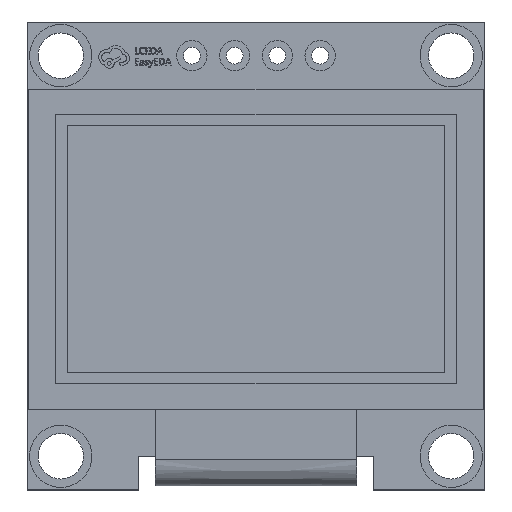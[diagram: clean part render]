
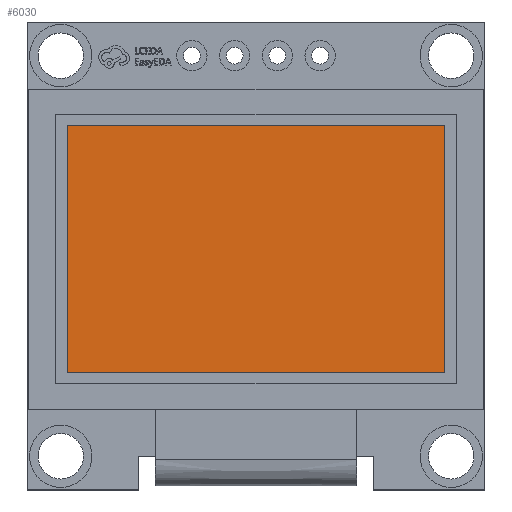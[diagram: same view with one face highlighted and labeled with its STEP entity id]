
A CAD part, top view. The second image highlights one B-rep face of the part: STEP entity #6030.
In plain terms, the highlighted planar face has unit normal (0, 0, 1).
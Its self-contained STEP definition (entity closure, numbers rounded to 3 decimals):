
#319 = EDGE_CURVE ( 'NONE', #10969, #11683, #11578, .T. ) ;
#790 = CARTESIAN_POINT ( 'NONE',  ( -11.195, 0., 5.5 ) ) ;
#1621 = LINE ( 'NONE', #14784, #8630 ) ;
#1764 = ORIENTED_EDGE ( 'NONE', *, *, #8999, .T. ) ;
#2275 = VERTEX_POINT ( 'NONE', #4906 ) ;
#2545 = DIRECTION ( 'NONE',  ( -1., 0., 0. ) ) ;
#3350 = CARTESIAN_POINT ( 'NONE',  ( 0., -6.95, 5.5 ) ) ;
#3688 = LINE ( 'NONE', #3350, #12754 ) ;
#3932 = EDGE_CURVE ( 'NONE', #5177, #10969, #1621, .T. ) ;
#4271 = CARTESIAN_POINT ( 'NONE',  ( -11.195, 7.75, 5.5 ) ) ;
#4447 = EDGE_LOOP ( 'NONE', ( #12212, #1764, #9894, #7028 ) ) ;
#4843 = CARTESIAN_POINT ( 'NONE',  ( 0., 0., 5.5 ) ) ;
#4906 = CARTESIAN_POINT ( 'NONE',  ( 11.195, -6.95, 5.5 ) ) ;
#5177 = VERTEX_POINT ( 'NONE', #6110 ) ;
#5856 = PLANE ( 'NONE',  #7922 ) ;
#5945 = FACE_OUTER_BOUND ( 'NONE', #4447, .T. ) ;
#6030 = ADVANCED_FACE ( 'NONE', ( #5945 ), #5856, .F. ) ;
#6110 = CARTESIAN_POINT ( 'NONE',  ( 11.195, 7.75, 5.5 ) ) ;
#6410 = EDGE_CURVE ( 'NONE', #11683, #2275, #3688, .T. ) ;
#6673 = CARTESIAN_POINT ( 'NONE',  ( 11.195, 0., 5.5 ) ) ;
#6906 = CARTESIAN_POINT ( 'NONE',  ( -11.195, -6.95, 5.5 ) ) ;
#7028 = ORIENTED_EDGE ( 'NONE', *, *, #319, .T. ) ;
#7067 = DIRECTION ( 'NONE',  ( 0., 0., -1. ) ) ;
#7922 = AXIS2_PLACEMENT_3D ( 'NONE', #4843, #7067, #15342 ) ;
#8327 = DIRECTION ( 'NONE',  ( 1., 0., 0. ) ) ;
#8630 = VECTOR ( 'NONE', #2545, 1000. ) ;
#8999 = EDGE_CURVE ( 'NONE', #2275, #5177, #9369, .T. ) ;
#9369 = LINE ( 'NONE', #6673, #10064 ) ;
#9432 = DIRECTION ( 'NONE',  ( 0., 1., 0. ) ) ;
#9894 = ORIENTED_EDGE ( 'NONE', *, *, #3932, .T. ) ;
#10064 = VECTOR ( 'NONE', #9432, 1000. ) ;
#10391 = DIRECTION ( 'NONE',  ( 0., -1., 0. ) ) ;
#10969 = VERTEX_POINT ( 'NONE', #4271 ) ;
#11578 = LINE ( 'NONE', #790, #12806 ) ;
#11683 = VERTEX_POINT ( 'NONE', #6906 ) ;
#12212 = ORIENTED_EDGE ( 'NONE', *, *, #6410, .T. ) ;
#12754 = VECTOR ( 'NONE', #8327, 1000. ) ;
#12806 = VECTOR ( 'NONE', #10391, 1000. ) ;
#14784 = CARTESIAN_POINT ( 'NONE',  ( 0., 7.75, 5.5 ) ) ;
#15342 = DIRECTION ( 'NONE',  ( -1., 0., 0. ) ) ;
